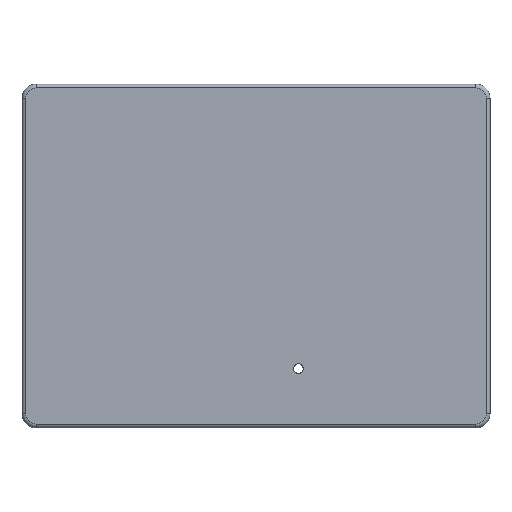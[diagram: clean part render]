
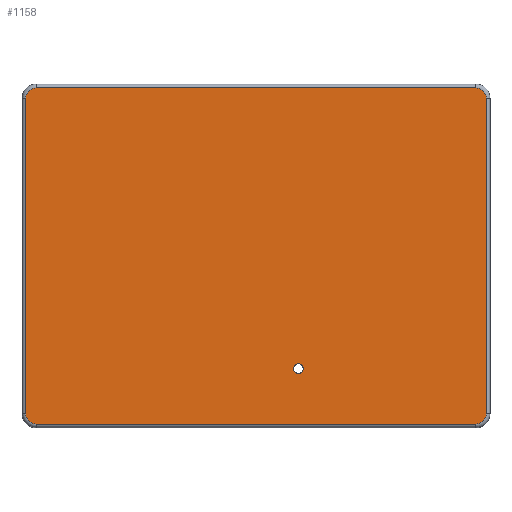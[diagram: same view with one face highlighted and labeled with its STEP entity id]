
A CAD part, top view. The second image highlights one B-rep face of the part: STEP entity #1158.
In plain terms, the highlighted planar face has unit normal (0, 0, 1).
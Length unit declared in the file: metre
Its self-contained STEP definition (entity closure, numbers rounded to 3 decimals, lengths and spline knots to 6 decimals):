
#59=CIRCLE('',#1257,0.001);
#60=CIRCLE('',#1258,0.0022);
#61=CIRCLE('',#1259,0.0022);
#62=CIRCLE('',#1260,0.0022);
#63=CIRCLE('',#1261,0.0022);
#197=ORIENTED_EDGE('',*,*,#525,.T.);
#198=ORIENTED_EDGE('',*,*,#526,.T.);
#199=ORIENTED_EDGE('',*,*,#527,.T.);
#200=ORIENTED_EDGE('',*,*,#528,.T.);
#201=ORIENTED_EDGE('',*,*,#529,.T.);
#202=ORIENTED_EDGE('',*,*,#530,.T.);
#203=ORIENTED_EDGE('',*,*,#531,.T.);
#204=ORIENTED_EDGE('',*,*,#532,.T.);
#205=ORIENTED_EDGE('',*,*,#533,.T.);
#525=EDGE_CURVE('',#683,#683,#59,.T.);
#526=EDGE_CURVE('',#684,#685,#791,.F.);
#527=EDGE_CURVE('',#685,#686,#60,.T.);
#528=EDGE_CURVE('',#686,#687,#792,.T.);
#529=EDGE_CURVE('',#687,#688,#61,.T.);
#530=EDGE_CURVE('',#688,#689,#793,.T.);
#531=EDGE_CURVE('',#689,#690,#62,.T.);
#532=EDGE_CURVE('',#690,#691,#794,.F.);
#533=EDGE_CURVE('',#691,#684,#63,.T.);
#683=VERTEX_POINT('',#1890);
#684=VERTEX_POINT('',#1892);
#685=VERTEX_POINT('',#1893);
#686=VERTEX_POINT('',#1895);
#687=VERTEX_POINT('',#1897);
#688=VERTEX_POINT('',#1899);
#689=VERTEX_POINT('',#1901);
#690=VERTEX_POINT('',#1903);
#691=VERTEX_POINT('',#1905);
#791=LINE('',#1891,#907);
#792=LINE('',#1896,#908);
#793=LINE('',#1900,#909);
#794=LINE('',#1904,#910);
#907=VECTOR('',#1486,1.);
#908=VECTOR('',#1489,1.);
#909=VECTOR('',#1492,1.);
#910=VECTOR('',#1495,1.);
#967=EDGE_LOOP('',(#197));
#968=EDGE_LOOP('',(#198,#199,#200,#201,#202,#203,#204,#205));
#1045=FACE_BOUND('',#967,.T.);
#1046=FACE_BOUND('',#968,.T.);
#1120=PLANE('',#1256);
#1158=ADVANCED_FACE('',(#1045,#1046),#1120,.T.);
#1256=AXIS2_PLACEMENT_3D('',#1888,#1482,#1483);
#1257=AXIS2_PLACEMENT_3D('',#1889,#1484,#1485);
#1258=AXIS2_PLACEMENT_3D('',#1894,#1487,#1488);
#1259=AXIS2_PLACEMENT_3D('',#1898,#1490,#1491);
#1260=AXIS2_PLACEMENT_3D('',#1902,#1493,#1494);
#1261=AXIS2_PLACEMENT_3D('',#1906,#1496,#1497);
#1482=DIRECTION('',(0.,0.,1.));
#1483=DIRECTION('',(1.,0.,0.));
#1484=DIRECTION('',(0.,0.,-1.));
#1485=DIRECTION('',(-1.,0.,0.));
#1486=DIRECTION('',(1.,0.,0.));
#1487=DIRECTION('',(0.,0.,1.));
#1488=DIRECTION('',(1.,0.,0.));
#1489=DIRECTION('',(0.,-1.,0.));
#1490=DIRECTION('',(0.,0.,1.));
#1491=DIRECTION('',(1.,0.,0.));
#1492=DIRECTION('',(1.,0.,0.));
#1493=DIRECTION('',(0.,0.,1.));
#1494=DIRECTION('',(1.,0.,0.));
#1495=DIRECTION('',(0.,-1.,0.));
#1496=DIRECTION('',(0.,0.,1.));
#1497=DIRECTION('',(1.,0.,0.));
#1888=CARTESIAN_POINT('',(0.,-0.003457,0.0125));
#1889=CARTESIAN_POINT('',(0.00889,-0.027057,0.0125));
#1890=CARTESIAN_POINT('',(0.00789,-0.027057,0.0125));
#1891=CARTESIAN_POINT('',(0.,0.031743,0.0125));
#1892=CARTESIAN_POINT('',(0.046,0.031743,0.0125));
#1893=CARTESIAN_POINT('',(-0.046,0.031743,0.0125));
#1894=CARTESIAN_POINT('',(-0.046,0.029543,0.0125));
#1895=CARTESIAN_POINT('',(-0.0482,0.029543,0.0125));
#1896=CARTESIAN_POINT('',(-0.0482,-0.036457,0.0125));
#1897=CARTESIAN_POINT('',(-0.0482,-0.036457,0.0125));
#1898=CARTESIAN_POINT('',(-0.046,-0.036457,0.0125));
#1899=CARTESIAN_POINT('',(-0.046,-0.038657,0.0125));
#1900=CARTESIAN_POINT('',(0.046,-0.038657,0.0125));
#1901=CARTESIAN_POINT('',(0.046,-0.038657,0.0125));
#1902=CARTESIAN_POINT('',(0.046,-0.036457,0.0125));
#1903=CARTESIAN_POINT('',(0.0482,-0.036457,0.0125));
#1904=CARTESIAN_POINT('',(0.0482,-0.003457,0.0125));
#1905=CARTESIAN_POINT('',(0.0482,0.029543,0.0125));
#1906=CARTESIAN_POINT('',(0.046,0.029543,0.0125));
